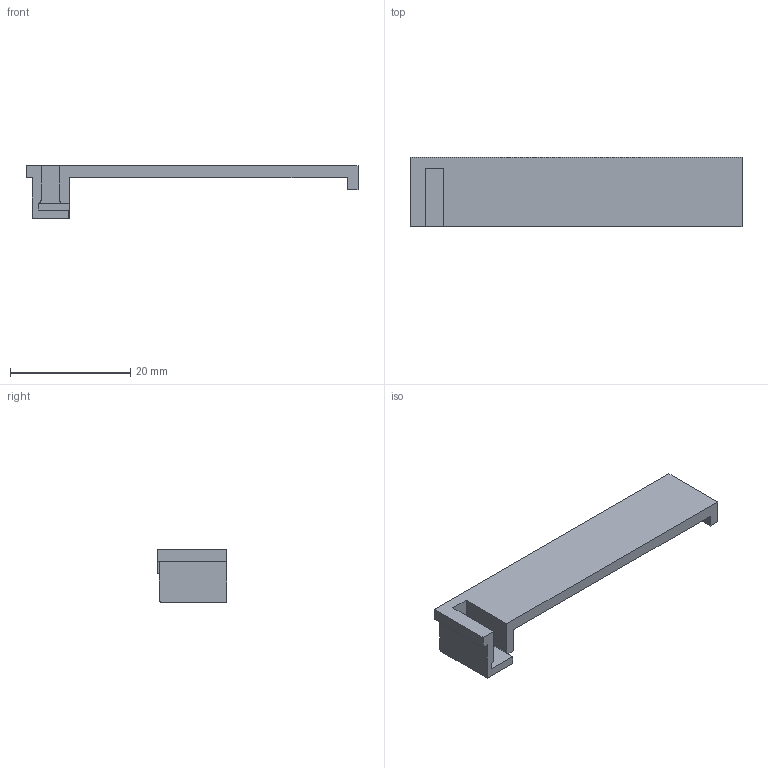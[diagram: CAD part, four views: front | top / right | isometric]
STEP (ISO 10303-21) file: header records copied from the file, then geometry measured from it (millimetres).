
FILE_DESCRIPTION(('HOOPS Exchange Step'),'2;1');
FILE_NAME('temp_export','2025-11-03T22:17:35+08:00',('fgd15'),('Shapr3D Limited'),'HOOPS Exchange 2025.5','Shapr3D','Authorized');
FILE_SCHEMA( ('AP242_MANAGED_MODEL_BASED_3D_ENGINEERING_MIM_LF {1 0 10303 442 1 1 4}') );
Length unit declared in the file: millimetre
Products named in the file (1): root
Bounding box: 55.3 x 11.5 x 8.8 mm (x, y, z)
Volume: 1536.6 mm3; surface area: 1984.8 mm2
Topology: 1 solids, 1 shells, 24 faces, 65 edges, 43 vertices
Faces by surface type: plane 21, cylinder 3
Entity records: 783 total; most frequent: CARTESIAN_POINT 134, ORIENTED_EDGE 130, DIRECTION 123, EDGE_CURVE 65, VECTOR 59, LINE 59, VERTEX_POINT 43, AXIS2_PLACEMENT_3D 32
